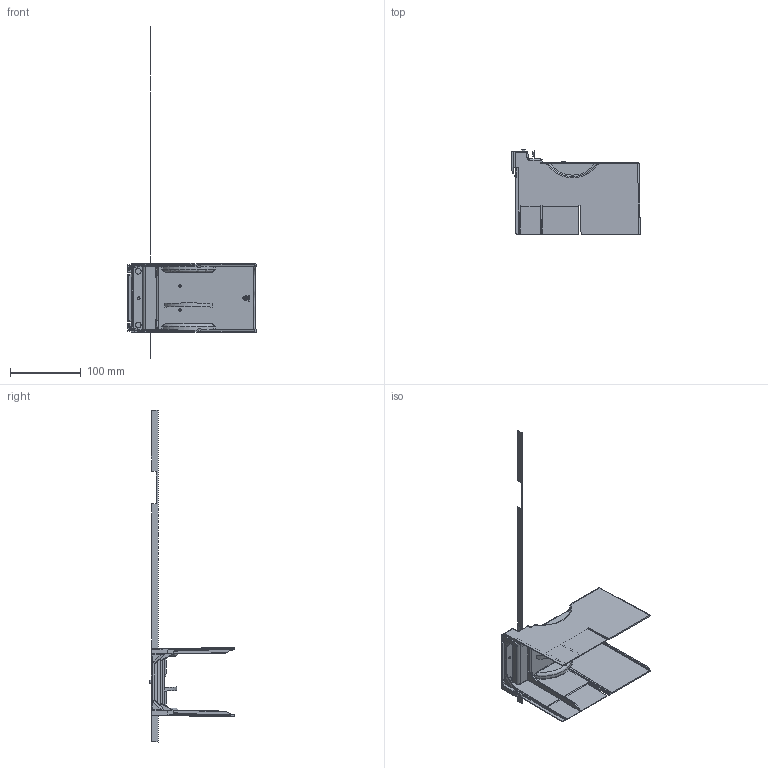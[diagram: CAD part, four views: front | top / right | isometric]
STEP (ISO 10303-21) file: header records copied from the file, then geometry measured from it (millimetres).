
FILE_DESCRIPTION((''),'2;1');
FILE_NAME('1SEP619109P0001_A03','2020-11-30T15:47:46',('CNANWAN3'),(''),'CREO PARAMETRIC BY PTC INC, 2020044','CREO PARAMETRIC BY PTC INC, 2020044','');
FILE_SCHEMA(('CONFIG_CONTROL_DESIGN'));
Length unit declared in the file: inch
Products named in the file (1): 1SEP619109P0001_A03
Bounding box: 181.8 x 119.5 x 469.35 mm (x, y, z)
Surface area: 120336.7 mm2 (no closed solid volume)
Topology: 0 solids, 6 shells, 600 faces, 1564 edges, 952 vertices
Faces by surface type: plane 212, cylinder 206, bspline 112, cone 33, sphere 30, extrusion 7
Entity records: 26755 total; most frequent: CARTESIAN_POINT 13322, ORIENTED_EDGE 3011, DIRECTION 2412, EDGE_CURVE 1528, VERTEX_POINT 953, AXIS2_PLACEMENT_3D 809, VECTOR 794, LINE 787
